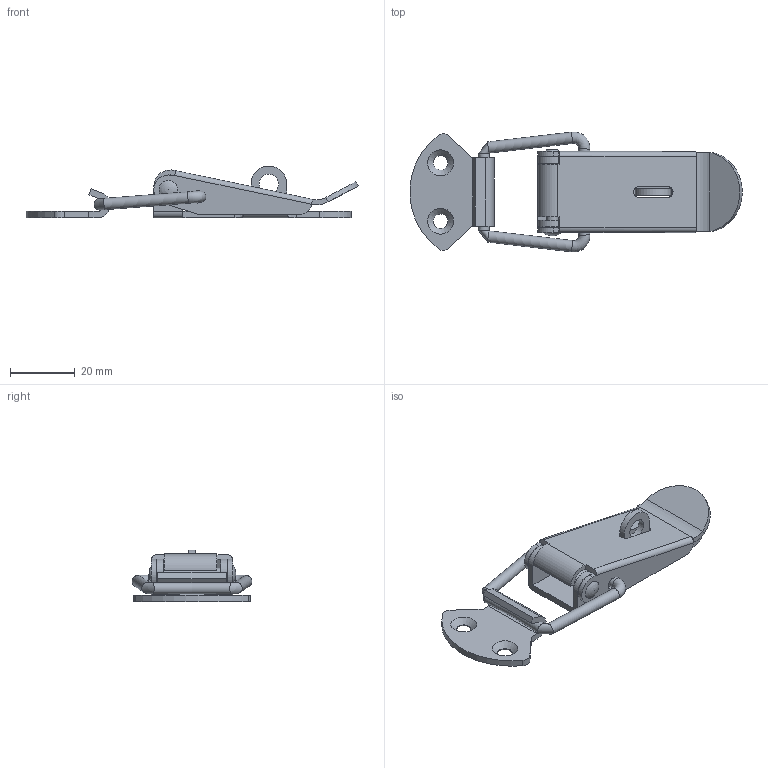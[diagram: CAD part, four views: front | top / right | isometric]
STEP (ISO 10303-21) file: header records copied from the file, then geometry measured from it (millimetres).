
FILE_DESCRIPTION(/* description */ ('Unknown'),/* implementation_level */ '2;1');
FILE_NAME(/* name */ '成品圖_#CT(S)-0332',/* time_stamp */ '2022-12-09T10:20:39+08:00',/* author */ ('Unknown'),/* organization */ ('Unknown'),/* preprocessor_version */ 'ST-DEVELOPER v16.7',/* originating_system */ 'DEX',/* authorisation */ $);
FILE_SCHEMA (('AUTOMOTIVE_DESIGN {1 0 10303 214 3 1 1}'));
Length unit declared in the file: millimetre
Products named in the file (6): ｦｨｫ~ｹﾏ_#CT(S)-03ｰjsﾌ; 扣; 勾; 中孔Ref; 掀把_CT(S)-033); 底座_CT(S)-033
Assembly tree (5 placements, depth 2):
  ｦｨｫ~ｹﾏ_#CT(S)-03ｰjsﾌ
    扣
    勾
    中孔Ref
    掀把_CT(S)-033)
    底座_CT(S)-033
Bounding box: 102.42 x 37.02 x 16 mm (x, y, z)
Volume: 8263.9 mm3; surface area: 11343.3 mm2
Topology: 5 solids, 5 shells, 128 faces, 341 edges, 220 vertices
Faces by surface type: plane 63, cylinder 50, torus 7, cone 5, bspline 2, sphere 1
Full cylindrical faces by diameter (mm): 2.4 x1, 3.5 x5, 3.8 x6, 4.5 x4, 5.76 x1, 6 x1
Entity records: 4007 total; most frequent: CARTESIAN_POINT 823, DIRECTION 646, ORIENTED_EDGE 578, EDGE_CURVE 289, AXIS2_PLACEMENT_3D 241, VERTEX_POINT 202, FACE_BOUND 183, EDGE_LOOP 182
